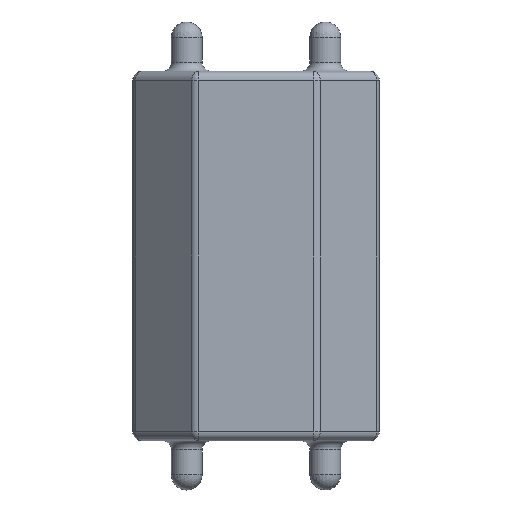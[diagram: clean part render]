
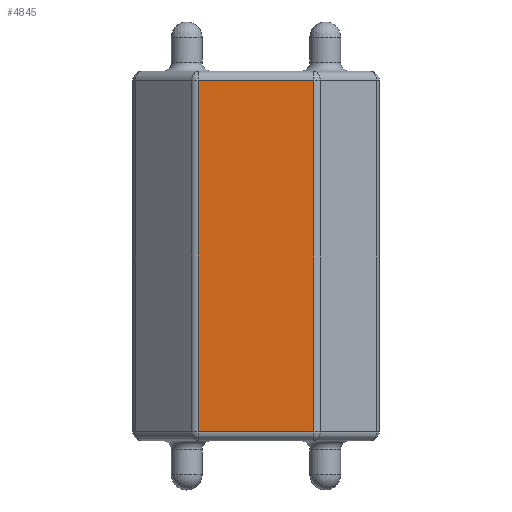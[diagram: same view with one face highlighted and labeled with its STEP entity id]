
A CAD part, front view. The second image highlights one B-rep face of the part: STEP entity #4845.
In plain terms, the highlighted planar face has unit normal (0, -1, 0).
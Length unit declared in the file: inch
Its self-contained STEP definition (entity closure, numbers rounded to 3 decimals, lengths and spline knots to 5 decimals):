
#583=FACE_OUTER_BOUND('',#874,.T.);
#874=EDGE_LOOP('',(#3942,#3943,#3944,#3945));
#1325=LINE('',#7807,#1813);
#1327=LINE('',#7816,#1815);
#1330=LINE('',#7834,#1818);
#1336=LINE('',#7850,#1824);
#1813=VECTOR('',#6302,0.3937);
#1815=VECTOR('',#6314,0.3937);
#1818=VECTOR('',#6339,0.3937);
#1824=VECTOR('',#6361,0.3937);
#2296=VERTEX_POINT('',#7796);
#2297=VERTEX_POINT('',#7801);
#2300=VERTEX_POINT('',#7811);
#2303=VERTEX_POINT('',#7828);
#2880=EDGE_CURVE('',#2297,#2296,#1325,.T.);
#2885=EDGE_CURVE('',#2296,#2300,#1327,.T.);
#2894=EDGE_CURVE('',#2303,#2297,#1330,.T.);
#2903=EDGE_CURVE('',#2300,#2303,#1336,.T.);
#3942=ORIENTED_EDGE('',*,*,#2880,.F.);
#3943=ORIENTED_EDGE('',*,*,#2894,.F.);
#3944=ORIENTED_EDGE('',*,*,#2903,.F.);
#3945=ORIENTED_EDGE('',*,*,#2885,.F.);
#4630=PLANE('',#5280);
#4845=ADVANCED_FACE('',(#583),#4630,.T.);
#5280=AXIS2_PLACEMENT_3D('',#7851,#6362,#6363);
#6302=DIRECTION('',(0.,0.,-1.));
#6314=DIRECTION('',(-1.,0.,0.));
#6339=DIRECTION('',(1.,0.,0.));
#6361=DIRECTION('',(0.,0.,1.));
#6362=DIRECTION('center_axis',(0.,-1.,0.));
#6363=DIRECTION('ref_axis',(0.,0.,
1.));
#7796=CARTESIAN_POINT('',(6.8,-3.,-0.52537));
#7801=CARTESIAN_POINT('',(6.8,-3.,1.35037));
#7807=CARTESIAN_POINT('',(6.8,-3.,-0.0875));
#7811=CARTESIAN_POINT('',(1.1,-3.,-0.52537));
#7816=CARTESIAN_POINT('',(6.95,-3.,-0.52537));
#7828=CARTESIAN_POINT('',(1.1,-3.,1.35037));
#7834=CARTESIAN_POINT('',(6.95,-3.,1.35037));
#7850=CARTESIAN_POINT('',(1.1,-3.,-0.0875));
#7851=CARTESIAN_POINT('Origin',(6.95,-3.,-0.5875));
